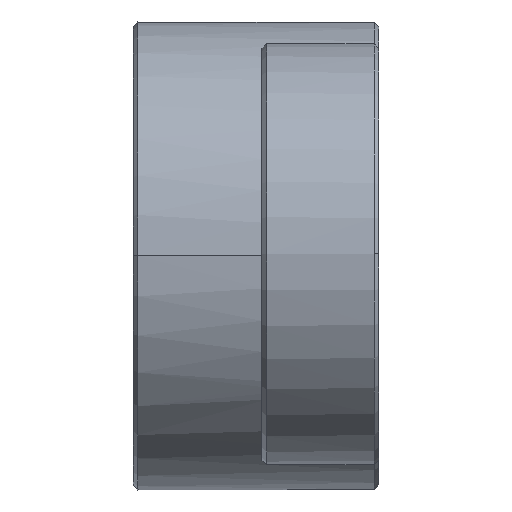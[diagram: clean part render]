
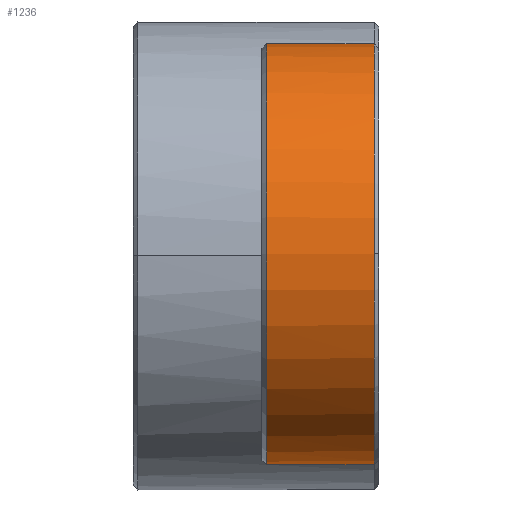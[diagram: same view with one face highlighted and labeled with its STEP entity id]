
A CAD part, top view. The second image highlights one B-rep face of the part: STEP entity #1236.
In plain terms, the highlighted cylindrical face has radius 9 mm (diameter 18 mm), a partial arc.
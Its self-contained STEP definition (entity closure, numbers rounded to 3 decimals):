
#150 = VERTEX_POINT('',#151);
#151 = CARTESIAN_POINT('',(4.8,0.,52.));
#157 = EDGE_CURVE('',#150,#158,#160,.T.);
#158 = VERTEX_POINT('',#159);
#159 = CARTESIAN_POINT('',(4.8,-6.,36.292
    ));
#160 = CIRCLE('',#161,9.);
#161 = AXIS2_PLACEMENT_3D('',#162,#163,#164);
#162 = CARTESIAN_POINT('',(4.8,0.,43.));
#163 = DIRECTION('',(1.,0.,-0.));
#164 = DIRECTION('',(-0.,0.,-1.));
#364 = VERTEX_POINT('',#365);
#365 = CARTESIAN_POINT('',(0.2,-9.,43.));
#371 = EDGE_CURVE('',#372,#364,#374,.T.);
#372 = VERTEX_POINT('',#373);
#373 = CARTESIAN_POINT('',(0.2,9.,43.));
#374 = CIRCLE('',#375,9.);
#375 = AXIS2_PLACEMENT_3D('',#376,#377,#378);
#376 = CARTESIAN_POINT('',(0.2,0.,43.));
#377 = DIRECTION('',(1.,0.,0.));
#378 = DIRECTION('',(0.,0.,-1.));
#404 = EDGE_CURVE('',#405,#372,#407,.T.);
#405 = VERTEX_POINT('',#406);
#406 = CARTESIAN_POINT('',(0.2,6.,36.292));
#407 = CIRCLE('',#408,9.);
#408 = AXIS2_PLACEMENT_3D('',#409,#410,#411);
#409 = CARTESIAN_POINT('',(0.2,0.,43.));
#410 = DIRECTION('',(1.,0.,0.));
#411 = DIRECTION('',(0.,0.,-1.));
#942 = VERTEX_POINT('',#943);
#943 = CARTESIAN_POINT('',(4.8,6.,36.292
    ));
#948 = EDGE_CURVE('',#942,#150,#949,.T.);
#949 = CIRCLE('',#950,9.);
#950 = AXIS2_PLACEMENT_3D('',#951,#952,#953);
#951 = CARTESIAN_POINT('',(4.8,0.,43.));
#952 = DIRECTION('',(1.,-0.,0.));
#953 = DIRECTION('',(-0.,0.,-1.));
#1215 = EDGE_CURVE('',#1216,#158,#1218,.T.);
#1216 = VERTEX_POINT('',#1217);
#1217 = CARTESIAN_POINT('',(0.2,-6.,
    36.292));
#1218 = LINE('',#1219,#1220);
#1219 = CARTESIAN_POINT('',(0.,-6.,36.292));
#1220 = VECTOR('',#1221,1.);
#1221 = DIRECTION('',(1.,0.,0.));
#1236 = ADVANCED_FACE('',(#1237),#1257,.T.);
#1237 = FACE_BOUND('',#1238,.T.);
#1238 = EDGE_LOOP('',(#1239,#1240,#1246,#1247,#1248,#1255,#1256));
#1239 = ORIENTED_EDGE('',*,*,#948,.F.);
#1240 = ORIENTED_EDGE('',*,*,#1241,.T.);
#1241 = EDGE_CURVE('',#942,#405,#1242,.T.);
#1242 = LINE('',#1243,#1244);
#1243 = CARTESIAN_POINT('',(0.,6.,36.292));
#1244 = VECTOR('',#1245,1.);
#1245 = DIRECTION('',(-1.,-0.,-0.));
#1246 = ORIENTED_EDGE('',*,*,#404,.T.);
#1247 = ORIENTED_EDGE('',*,*,#371,.T.);
#1248 = ORIENTED_EDGE('',*,*,#1249,.T.);
#1249 = EDGE_CURVE('',#364,#1216,#1250,.T.);
#1250 = CIRCLE('',#1251,9.);
#1251 = AXIS2_PLACEMENT_3D('',#1252,#1253,#1254);
#1252 = CARTESIAN_POINT('',(0.2,0.,43.));
#1253 = DIRECTION('',(1.,0.,0.));
#1254 = DIRECTION('',(0.,0.,-1.));
#1255 = ORIENTED_EDGE('',*,*,#1215,.T.);
#1256 = ORIENTED_EDGE('',*,*,#157,.F.);
#1257 = CYLINDRICAL_SURFACE('',#1258,9.);
#1258 = AXIS2_PLACEMENT_3D('',#1259,#1260,#1261);
#1259 = CARTESIAN_POINT('',(0.,0.,43.));
#1260 = DIRECTION('',(1.,0.,0.));
#1261 = DIRECTION('',(0.,0.,-1.));
